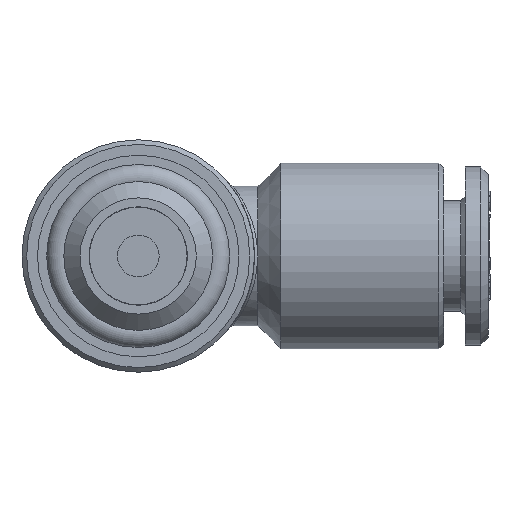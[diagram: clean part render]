
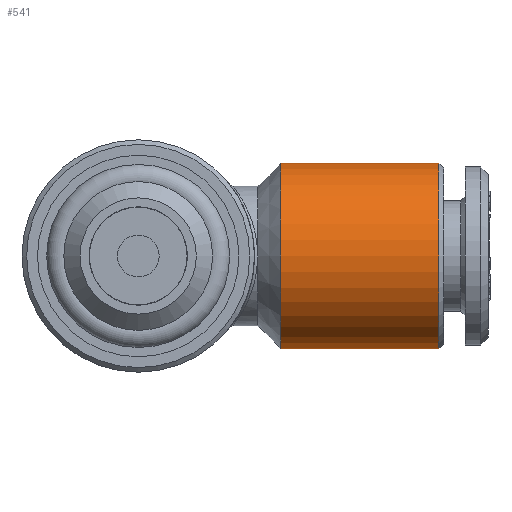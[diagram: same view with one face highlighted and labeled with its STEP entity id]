
A CAD part, front view. The second image highlights one B-rep face of the part: STEP entity #541.
In plain terms, the highlighted cylindrical face has radius 6 mm (diameter 12 mm), a full revolution.
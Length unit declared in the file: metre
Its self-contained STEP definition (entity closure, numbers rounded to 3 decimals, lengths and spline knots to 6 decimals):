
#541 = ADVANCED_FACE( 'NONE', ( #1141, #1142 ), #1143, .T. );
#1141 = FACE_OUTER_BOUND( '', #2953, .T. );
#1142 = FACE_OUTER_BOUND( '', #2954, .T. );
#1143 = CYLINDRICAL_SURFACE( '', #2955, 0.006 );
#2953 = EDGE_LOOP( '', ( #4601 ) );
#2954 = EDGE_LOOP( '', ( #4602 ) );
#2955 = AXIS2_PLACEMENT_3D( '', #4603, #4604, #4605 );
#4601 = ORIENTED_EDGE( '', *, *, #5192, .T. );
#4602 = ORIENTED_EDGE( '', *, *, #5310, .F. );
#4603 = CARTESIAN_POINT( '', ( -0.005577, 0.0154, 0. ) );
#4604 = DIRECTION( '', ( -1., 0., 0. ) );
#4605 = DIRECTION( '', ( 0., 0., 1. ) );
#5192 = EDGE_CURVE( 'NONE', #5990, #5990, #5991, .T. );
#5310 = EDGE_CURVE( 'NONE', #6154, #6154, #6155, .T. );
#5990 = VERTEX_POINT( '', #8099 );
#5991 = CIRCLE( '', #8100, 0.006 );
#6154 = VERTEX_POINT( '', #8552 );
#6155 = CIRCLE( '', #8553, 0.006 );
#8099 = CARTESIAN_POINT( '', ( 0.0194, 0.0154, 0.006 ) );
#8100 = AXIS2_PLACEMENT_3D( '', #9296, #9297, #9298 );
#8552 = CARTESIAN_POINT( '', ( 0.0092, 0.0154, 0.006 ) );
#8553 = AXIS2_PLACEMENT_3D( '', #9396, #9397, #9398 );
#9296 = CARTESIAN_POINT( '', ( 0.0194, 0.0154, 0. ) );
#9297 = DIRECTION( '', ( -1., 0., 0. ) );
#9298 = DIRECTION( '', ( 0., 0., 1. ) );
#9396 = CARTESIAN_POINT( '', ( 0.0092, 0.0154, 0. ) );
#9397 = DIRECTION( '', ( -1., 0., 0. ) );
#9398 = DIRECTION( '', ( 0., 0., 1. ) );
